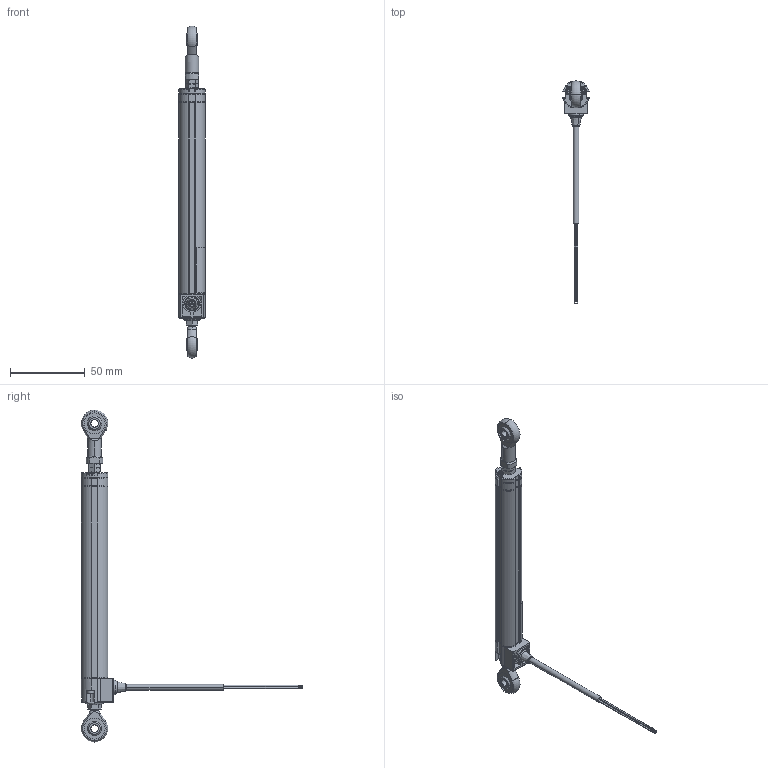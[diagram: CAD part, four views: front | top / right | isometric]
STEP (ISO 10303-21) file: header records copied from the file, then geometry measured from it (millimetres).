
FILE_DESCRIPTION (( 'STEP AP214' ), '1' );
FILE_NAME ('TEX-0100-415-002-201_retracted.STEP', '2014-07-09T08:45:40', ( 'dummy' ), ( 'Microsoft' ), 'SwSTEP 2.0', 'SolidWorks 2013', '' );
FILE_SCHEMA (( 'AUTOMOTIVE_DESIGN' ));
Length unit declared in the file: millimetre
Products named in the file (1): TEX-0100-415-002-201_retracted
Bounding box: 17.55 x 148.07 x 221.67 mm (x, y, z)
Surface area: 17590.1 mm2 (no closed solid volume)
Topology: 0 solids, 29 shells, 439 faces, 1552 edges, 1134 vertices
Faces by surface type: plane 204, cylinder 147, cone 39, torus 26, bspline 17, sphere 6
Entity records: 22944 total; most frequent: CARTESIAN_POINT 5036, DIRECTION 2807, ORIENTED_EDGE 2378, EDGE_CURVE 1540, VERTEX_POINT 1128, AXIS2_PLACEMENT_3D 994, VECTOR 819, LINE 819
